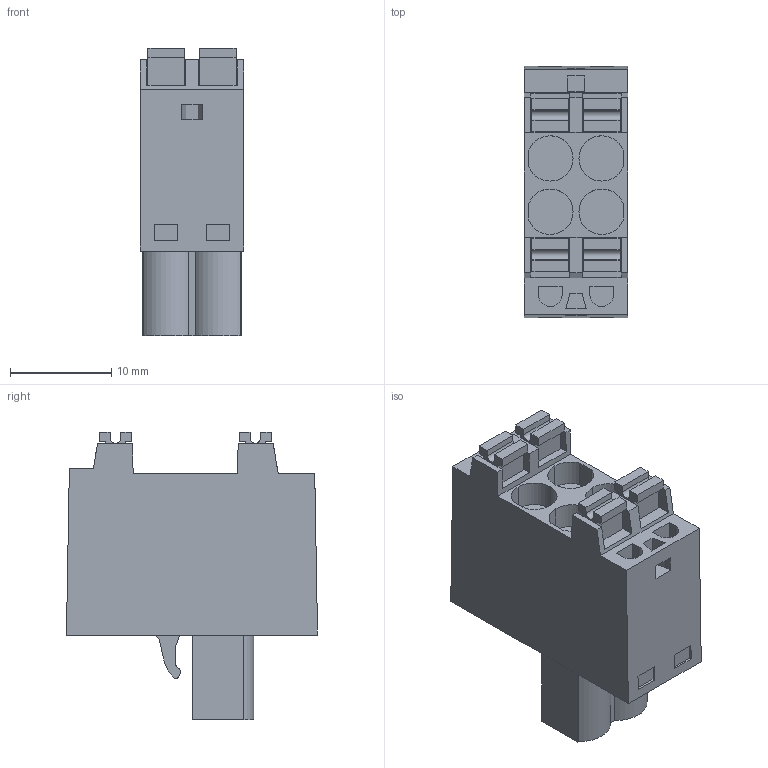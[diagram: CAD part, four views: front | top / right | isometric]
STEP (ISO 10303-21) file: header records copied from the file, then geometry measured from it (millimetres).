
FILE_DESCRIPTION(('CATIA V5 STEP Exchange','CAx-IF Rec.Pracs.--- Model Styling and Organization---1.4--- 2014-01-23'),'2;1');
FILE_NAME ('D1446215_0_1000860000_1000860000.stp','2017-09-09T07:59:54+00:00',('none'),('Weidmueller'),'CATIA Version 5-6 Release 2016','CATIA V5 STEP AP214','none');
FILE_SCHEMA(('AUTOMOTIVE_DESIGN { 1 0 10303 214 1 1 1 1 }'));
Length unit declared in the file: millimetre
Products named in the file (1): 1000860000
Bounding box: 10.16 x 24.75 x 28.33 mm (x, y, z)
Volume: 4310.8 mm3; surface area: 2677 mm2
Topology: 5 solids, 5 shells, 228 faces, 607 edges, 405 vertices
Faces by surface type: plane 192, cylinder 28, extrusion 8
Entity records: 6718 total; most frequent: CARTESIAN_POINT 1285, ORIENTED_EDGE 1214, DIRECTION 903, EDGE_CURVE 607, VECTOR 539, LINE 531, VERTEX_POINT 405, EDGE_LOOP 248
